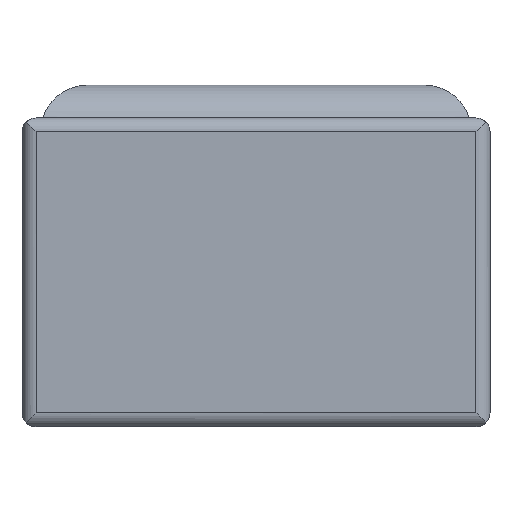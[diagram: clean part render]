
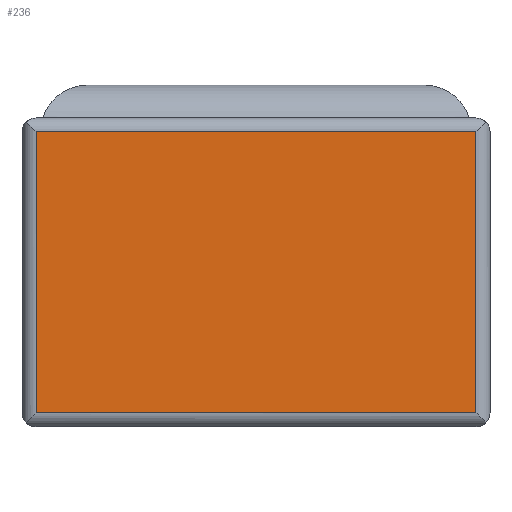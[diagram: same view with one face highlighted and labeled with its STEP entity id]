
A CAD part, front view. The second image highlights one B-rep face of the part: STEP entity #236.
In plain terms, the highlighted planar face has unit normal (0, -1, 0).
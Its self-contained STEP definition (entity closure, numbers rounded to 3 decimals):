
#236=ADVANCED_FACE('0:620',(#450),#451,.T.);
#450=FACE_OUTER_BOUND('',#678,.T.);
#451=PLANE('',#679);
#678=EDGE_LOOP('',(#1018,#1019,#1020,#1021));
#679=AXIS2_PLACEMENT_3D('',#1022,#1023,#1024);
#1018=ORIENTED_EDGE('',*,*,#1571,.T.);
#1019=ORIENTED_EDGE('',*,*,#1528,.T.);
#1020=ORIENTED_EDGE('',*,*,#1572,.T.);
#1021=ORIENTED_EDGE('',*,*,#1477,.T.);
#1022=CARTESIAN_POINT('',(0.25,-0.015,-0.315));
#1023=DIRECTION('',(0.0,-1.0,0.0));
#1024=DIRECTION('',(0.0,0.0,-1.0));
#1477=EDGE_CURVE('0:713',#1738,#1736,#1739,.T.);
#1528=EDGE_CURVE('0:794',#1823,#1821,#1824,.T.);
#1571=EDGE_CURVE('0:752',#1736,#1823,#1892,.F.);
#1572=EDGE_CURVE('0:758',#1821,#1738,#1893,.T.);
#1736=VERTEX_POINT('',#2102);
#1738=VERTEX_POINT('',#2104);
#1739=LINE('',#2105,#2106);
#1821=VERTEX_POINT('',#2223);
#1823=VERTEX_POINT('',#2225);
#1824=LINE('',#2226,#2227);
#1892=LINE('',#2321,#2322);
#1893=LINE('',#2323,#2324);
#2102=CARTESIAN_POINT('',(0.015,-0.015,0.0));
#2104=CARTESIAN_POINT('',(0.485,-0.015,0.0));
#2105=CARTESIAN_POINT('',(0.25,-0.015,0.0));
#2106=VECTOR('',#2612,1.0);
#2223=CARTESIAN_POINT('',(0.485,-0.015,-0.3));
#2225=CARTESIAN_POINT('',(0.015,-0.015,-0.3));
#2226=CARTESIAN_POINT('',(0.25,-0.015,-0.3));
#2227=VECTOR('',#2687,1.0);
#2321=CARTESIAN_POINT('',(0.015,-0.015,-0.315));
#2322=VECTOR('',#2735,1.0);
#2323=CARTESIAN_POINT('',(0.485,-0.015,-0.315));
#2324=VECTOR('',#2736,1.0);
#2612=DIRECTION('',(-1.0,0.0,0.0));
#2687=DIRECTION('',(1.0,0.0,0.0));
#2735=DIRECTION('',(0.0,0.0,1.0));
#2736=DIRECTION('',(0.0,0.0,1.0));
